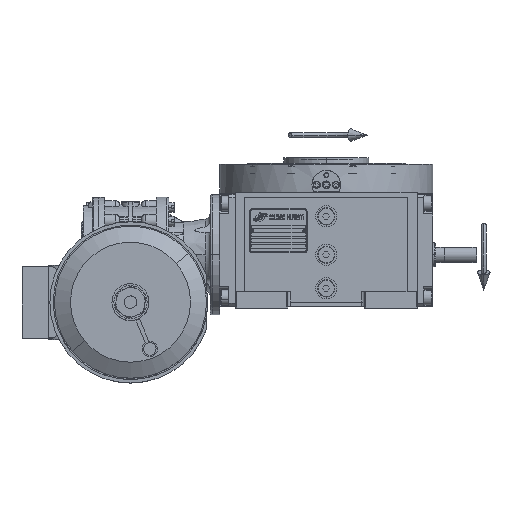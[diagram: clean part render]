
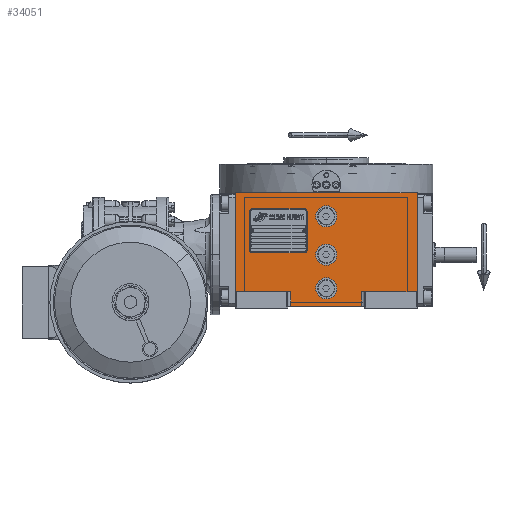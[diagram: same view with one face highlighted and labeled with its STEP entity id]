
A CAD part, top view. The second image highlights one B-rep face of the part: STEP entity #34051.
In plain terms, the highlighted planar face has unit normal (0, 0, 1).
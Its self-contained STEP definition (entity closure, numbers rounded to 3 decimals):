
#947 = VECTOR ( 'NONE', #62820, 1000. ) ;
#1444 = EDGE_LOOP ( 'NONE', ( #12926, #115132, #128768, #128596, #41984, #101328, #122162, #86097 ) ) ;
#2895 = AXIS2_PLACEMENT_3D ( 'NONE', #63254, #84772, #13717 ) ;
#5004 = CARTESIAN_POINT ( 'NONE',  ( 0., 40., 163.5 ) ) ;
#5218 = DIRECTION ( 'NONE',  ( 0., 0., 1. ) ) ;
#5265 = ORIENTED_EDGE ( 'NONE', *, *, #72784, .F. ) ;
#5846 = DIRECTION ( 'NONE',  ( 1., 0., 0. ) ) ;
#6923 = CARTESIAN_POINT ( 'NONE',  ( -94.5, 64.5, 163.5 ) ) ;
#8883 = EDGE_CURVE ( 'NONE', #51113, #44396, #106500, .T. ) ;
#9628 = VECTOR ( 'NONE', #70815, 1000. ) ;
#10574 = FACE_BOUND ( 'NONE', #112717, .T. ) ;
#11209 = CARTESIAN_POINT ( 'NONE',  ( -94.5, -53.5, 163.5 ) ) ;
#11336 = EDGE_CURVE ( 'NONE', #28072, #16013, #115355, .T. ) ;
#11344 = EDGE_CURVE ( 'NONE', #44396, #51113, #65365, .T. ) ;
#11357 = VECTOR ( 'NONE', #30904, 1000. ) ;
#11734 = AXIS2_PLACEMENT_3D ( 'NONE', #49597, #30025, #117426 ) ;
#12421 = CARTESIAN_POINT ( 'NONE',  ( 37., -38.5, 163.5 ) ) ;
#12926 = ORIENTED_EDGE ( 'NONE', *, *, #63138, .T. ) ;
#13717 = DIRECTION ( 'NONE',  ( -1., 0., 0. ) ) ;
#14970 = CARTESIAN_POINT ( 'NONE',  ( 11., 40., 163.5 ) ) ;
#16013 = VERTEX_POINT ( 'NONE', #116149 ) ;
#17942 = LINE ( 'NONE', #6923, #75047 ) ;
#19597 = CARTESIAN_POINT ( 'NONE',  ( -37., -38.5, 163.5 ) ) ;
#19910 = CARTESIAN_POINT ( 'NONE',  ( -37., -53.5, 163.5 ) ) ;
#20981 = FACE_BOUND ( 'NONE', #29948, .T. ) ;
#21535 = EDGE_CURVE ( 'NONE', #16013, #28072, #84908, .T. ) ;
#21934 = DIRECTION ( 'NONE',  ( 0., 0., 1. ) ) ;
#23046 = LINE ( 'NONE', #34132, #947 ) ;
#23719 = AXIS2_PLACEMENT_3D ( 'NONE', #105619, #36502, #104360 ) ;
#25767 = LINE ( 'NONE', #127411, #97020 ) ;
#26780 = ORIENTED_EDGE ( 'NONE', *, *, #21535, .F. ) ;
#28072 = VERTEX_POINT ( 'NONE', #33366 ) ;
#29948 = EDGE_LOOP ( 'NONE', ( #44861, #102448 ) ) ;
#30025 = DIRECTION ( 'NONE',  ( 0., 0., 1. ) ) ;
#30531 = DIRECTION ( 'NONE',  ( 0., 0., 1. ) ) ;
#30681 = DIRECTION ( 'NONE',  ( 0., -1., 0. ) ) ;
#30904 = DIRECTION ( 'NONE',  ( 0., 1., 0. ) ) ;
#32200 = CARTESIAN_POINT ( 'NONE',  ( -94.5, -38.5, 163.5 ) ) ;
#33366 = CARTESIAN_POINT ( 'NONE',  ( -11., -35., 163.5 ) ) ;
#34051 = ADVANCED_FACE ( 'NONE', ( #20981, #10574, #116396, #70537 ), #109630, .T. ) ;
#34132 = CARTESIAN_POINT ( 'NONE',  ( -94.5, -38.5, 163.5 ) ) ;
#36174 = VECTOR ( 'NONE', #30681, 1000. ) ;
#36502 = DIRECTION ( 'NONE',  ( 0., 0., 1. ) ) ;
#36785 = VERTEX_POINT ( 'NONE', #19597 ) ;
#36840 = DIRECTION ( 'NONE',  ( 1., 0., 0. ) ) ;
#37579 = VERTEX_POINT ( 'NONE', #111031 ) ;
#38774 = CARTESIAN_POINT ( 'NONE',  ( 37., -38.5, 163.5 ) ) ;
#39096 = EDGE_LOOP ( 'NONE', ( #42216, #5265 ) ) ;
#40533 = VECTOR ( 'NONE', #101392, 1000. ) ;
#41100 = EDGE_CURVE ( 'NONE', #55816, #97571, #87678, .T. ) ;
#41352 = EDGE_CURVE ( 'NONE', #119554, #37579, #23046, .T. ) ;
#41359 = CARTESIAN_POINT ( 'NONE',  ( -37., -53.5, 163.5 ) ) ;
#41476 = LINE ( 'NONE', #122922, #9628 ) ;
#41640 = CARTESIAN_POINT ( 'NONE',  ( 0., 0., 163.5 ) ) ;
#41984 = ORIENTED_EDGE ( 'NONE', *, *, #98249, .F. ) ;
#42216 = ORIENTED_EDGE ( 'NONE', *, *, #114424, .F. ) ;
#44396 = VERTEX_POINT ( 'NONE', #104304 ) ;
#44861 = ORIENTED_EDGE ( 'NONE', *, *, #11344, .F. ) ;
#49597 = CARTESIAN_POINT ( 'NONE',  ( 0., -35., 163.5 ) ) ;
#50207 = AXIS2_PLACEMENT_3D ( 'NONE', #41640, #30531, #70308 ) ;
#51113 = VERTEX_POINT ( 'NONE', #96605 ) ;
#54553 = DIRECTION ( 'NONE',  ( -1., 0., 0. ) ) ;
#55816 = VERTEX_POINT ( 'NONE', #90973 ) ;
#59129 = VERTEX_POINT ( 'NONE', #112028 ) ;
#60104 = DIRECTION ( 'NONE',  ( 1., 0., 0. ) ) ;
#61605 = LINE ( 'NONE', #19910, #40533 ) ;
#62820 = DIRECTION ( 'NONE',  ( 0., 1., 0. ) ) ;
#63138 = EDGE_CURVE ( 'NONE', #94662, #59129, #61605, .T. ) ;
#63221 = AXIS2_PLACEMENT_3D ( 'NONE', #95143, #5218, #5846 ) ;
#63254 = CARTESIAN_POINT ( 'NONE',  ( 0., -35., 163.5 ) ) ;
#65365 = CIRCLE ( 'NONE', #23719, 11. ) ;
#65704 = VERTEX_POINT ( 'NONE', #82567 ) ;
#69082 = CARTESIAN_POINT ( 'NONE',  ( 94.5, 64.5, 163.5 ) ) ;
#70308 = DIRECTION ( 'NONE',  ( -1., 0., 0. ) ) ;
#70537 = FACE_OUTER_BOUND ( 'NONE', #1444, .T. ) ;
#70815 = DIRECTION ( 'NONE',  ( 0., 1., 0. ) ) ;
#71558 = CARTESIAN_POINT ( 'NONE',  ( 94.5, -38.5, 163.5 ) ) ;
#72784 = EDGE_CURVE ( 'NONE', #65704, #90405, #118465, .T. ) ;
#75047 = VECTOR ( 'NONE', #86434, 1000. ) ;
#75956 = DIRECTION ( 'NONE',  ( 1., 0., 0. ) ) ;
#78676 = EDGE_CURVE ( 'NONE', #119554, #36785, #25767, .T. ) ;
#82001 = VECTOR ( 'NONE', #36840, 1000. ) ;
#82169 = LINE ( 'NONE', #12421, #36174 ) ;
#82567 = CARTESIAN_POINT ( 'NONE',  ( -11., 40., 163.5 ) ) ;
#84772 = DIRECTION ( 'NONE',  ( 0., 0., 1. ) ) ;
#84908 = CIRCLE ( 'NONE', #11734, 11. ) ;
#86097 = ORIENTED_EDGE ( 'NONE', *, *, #103429, .F. ) ;
#86434 = DIRECTION ( 'NONE',  ( 1., 0., 0. ) ) ;
#87678 = LINE ( 'NONE', #38774, #82001 ) ;
#90239 = CIRCLE ( 'NONE', #63221, 11. ) ;
#90405 = VERTEX_POINT ( 'NONE', #14970 ) ;
#90726 = EDGE_CURVE ( 'NONE', #97571, #104385, #41476, .T. ) ;
#90973 = CARTESIAN_POINT ( 'NONE',  ( 37., -38.5, 163.5 ) ) ;
#94662 = VERTEX_POINT ( 'NONE', #98460 ) ;
#95143 = CARTESIAN_POINT ( 'NONE',  ( 0., 40., 163.5 ) ) ;
#96605 = CARTESIAN_POINT ( 'NONE',  ( -11., 0., 163.5 ) ) ;
#97020 = VECTOR ( 'NONE', #75956, 1000. ) ;
#97453 = DIRECTION ( 'NONE',  ( 0., 0., 1. ) ) ;
#97571 = VERTEX_POINT ( 'NONE', #71558 ) ;
#98249 = EDGE_CURVE ( 'NONE', #37579, #104385, #17942, .T. ) ;
#98460 = CARTESIAN_POINT ( 'NONE',  ( -37., -53.5, 163.5 ) ) ;
#101328 = ORIENTED_EDGE ( 'NONE', *, *, #41352, .F. ) ;
#101392 = DIRECTION ( 'NONE',  ( 1., 0., 0. ) ) ;
#102448 = ORIENTED_EDGE ( 'NONE', *, *, #8883, .F. ) ;
#103429 = EDGE_CURVE ( 'NONE', #94662, #36785, #111719, .T. ) ;
#104304 = CARTESIAN_POINT ( 'NONE',  ( 11., 0., 163.5 ) ) ;
#104360 = DIRECTION ( 'NONE',  ( 1., 0., 0. ) ) ;
#104385 = VERTEX_POINT ( 'NONE', #69082 ) ;
#105619 = CARTESIAN_POINT ( 'NONE',  ( 0., 0., 163.5 ) ) ;
#106500 = CIRCLE ( 'NONE', #50207, 11. ) ;
#109630 = PLANE ( 'NONE',  #121269 ) ;
#111031 = CARTESIAN_POINT ( 'NONE',  ( -94.5, 64.5, 163.5 ) ) ;
#111719 = LINE ( 'NONE', #41359, #11357 ) ;
#112028 = CARTESIAN_POINT ( 'NONE',  ( 37., -53.5, 163.5 ) ) ;
#112717 = EDGE_LOOP ( 'NONE', ( #26780, #119175 ) ) ;
#114424 = EDGE_CURVE ( 'NONE', #90405, #65704, #90239, .T. ) ;
#115132 = ORIENTED_EDGE ( 'NONE', *, *, #124190, .F. ) ;
#115355 = CIRCLE ( 'NONE', #2895, 11. ) ;
#116149 = CARTESIAN_POINT ( 'NONE',  ( 11., -35., 163.5 ) ) ;
#116396 = FACE_BOUND ( 'NONE', #39096, .T. ) ;
#117426 = DIRECTION ( 'NONE',  ( 1., 0., 0. ) ) ;
#118465 = CIRCLE ( 'NONE', #128881, 11. ) ;
#119175 = ORIENTED_EDGE ( 'NONE', *, *, #11336, .F. ) ;
#119554 = VERTEX_POINT ( 'NONE', #32200 ) ;
#121269 = AXIS2_PLACEMENT_3D ( 'NONE', #11209, #97453, #60104 ) ;
#122162 = ORIENTED_EDGE ( 'NONE', *, *, #78676, .T. ) ;
#122922 = CARTESIAN_POINT ( 'NONE',  ( 94.5, -38.5, 163.5 ) ) ;
#124190 = EDGE_CURVE ( 'NONE', #55816, #59129, #82169, .T. ) ;
#127411 = CARTESIAN_POINT ( 'NONE',  ( -94.5, -38.5, 163.5 ) ) ;
#128596 = ORIENTED_EDGE ( 'NONE', *, *, #90726, .T. ) ;
#128768 = ORIENTED_EDGE ( 'NONE', *, *, #41100, .T. ) ;
#128881 = AXIS2_PLACEMENT_3D ( 'NONE', #5004, #21934, #54553 ) ;
